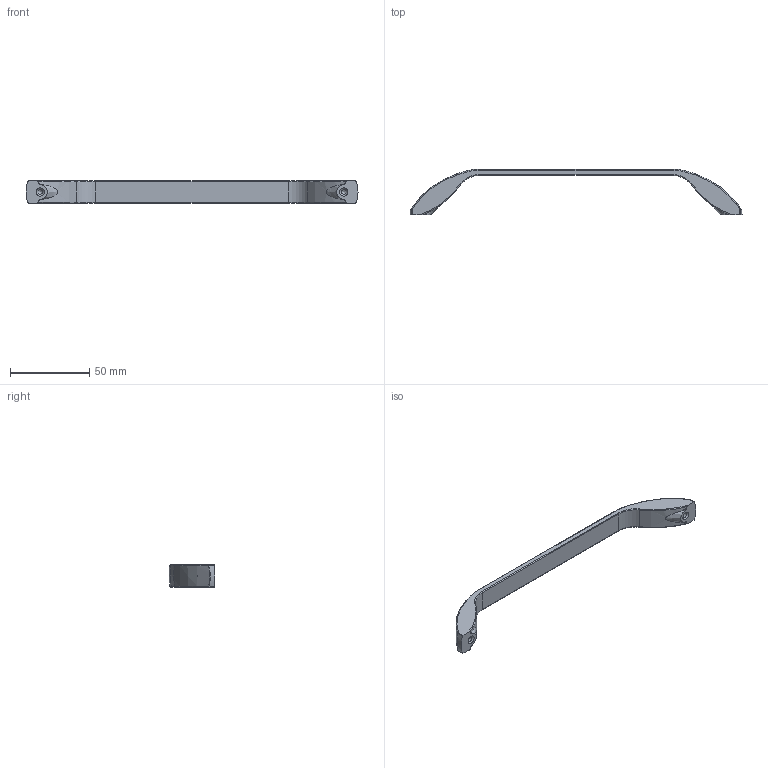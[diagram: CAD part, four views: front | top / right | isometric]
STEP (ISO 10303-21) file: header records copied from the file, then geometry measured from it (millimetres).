
FILE_DESCRIPTION(/* description */ (''),/* implementation_level */ '2;1');
FILE_NAME(/* name */ 'UZ-AMAL-192.stp',/* time_stamp */ '2023-08-25T10:27:10+02:00',/* author */ ('tomaszw'),/* organization */ (''),/* preprocessor_version */ 'ST-DEVELOPER v19.2',/* originating_system */ 'Autodesk Inventor 2023',/* authorisation */ '');
FILE_SCHEMA (('AUTOMOTIVE_DESIGN { 1 0 10303 214 3 1 1 }'));
Length unit declared in the file: millimetre
Products named in the file (1): UZ-AMAL
Bounding box: 210 x 28.98 x 14 mm (x, y, z)
Volume: 18970.5 mm3; surface area: 9121.8 mm2
Topology: 1 solids, 1 shells, 67 faces, 159 edges, 94 vertices
Faces by surface type: torus 20, bspline 17, cylinder 17, plane 5, sphere 4, cone 4
Full cylindrical faces by diameter (mm): 3.242 x2
Entity records: 2226 total; most frequent: CARTESIAN_POINT 665, DIRECTION 342, ORIENTED_EDGE 314, EDGE_CURVE 157, AXIS2_PLACEMENT_3D 152, CIRCLE 101, VERTEX_POINT 94, EDGE_LOOP 69
